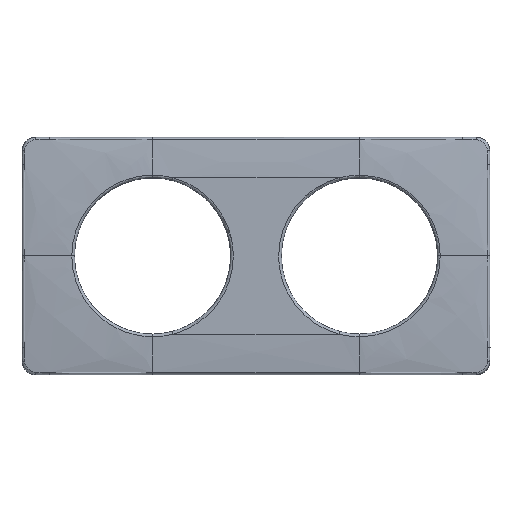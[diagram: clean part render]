
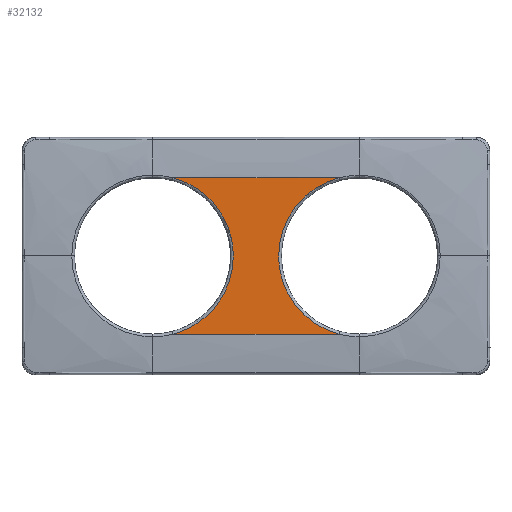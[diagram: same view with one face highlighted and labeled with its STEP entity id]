
A CAD part, top view. The second image highlights one B-rep face of the part: STEP entity #32132.
In plain terms, the highlighted planar face has unit normal (0, 0, -1).
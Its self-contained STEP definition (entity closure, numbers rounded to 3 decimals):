
#32086=AXIS2_PLACEMENT_3D('Plane Axis2P3D',#32083,#32084,#32085) ;
#17608=CARTESIAN_POINT('Vertex',(63.988,26.8,8.7)) ;
#26030=CARTESIAN_POINT('Vertex',(63.988,-26.8,8.7)) ;
#26063=CARTESIAN_POINT('Control Point',(63.988,-26.8,8.7)) ;
#26064=CARTESIAN_POINT('Control Point',(60.464,-25.878,8.7)) ;
#26065=CARTESIAN_POINT('Control Point',(57.092,-24.376,8.7)) ;
#26066=CARTESIAN_POINT('Control Point',(53.999,-22.329,8.7)) ;
#26067=CARTESIAN_POINT('Control Point',(49.916,-18.521,8.7)) ;
#26068=CARTESIAN_POINT('Control Point',(46.917,-13.877,8.7)) ;
#26069=CARTESIAN_POINT('Control Point',(46.074,-12.277,8.7)) ;
#26070=CARTESIAN_POINT('Control Point',(45.011,-9.83,8.7)) ;
#26071=CARTESIAN_POINT('Control Point',(44.248,-7.269,8.7)) ;
#26072=CARTESIAN_POINT('Control Point',(44.027,-6.401,8.7)) ;
#26073=CARTESIAN_POINT('Control Point',(43.651,-4.63,8.7)) ;
#26074=CARTESIAN_POINT('Control Point',(43.418,-2.798,8.7)) ;
#26075=CARTESIAN_POINT('Control Point',(43.339,-1.867,8.7)) ;
#26076=CARTESIAN_POINT('Control Point',(43.3,-0.933,8.7)) ;
#26077=CARTESIAN_POINT('Control Point',(43.3,0.,8.7)) ;
#26078=CARTESIAN_POINT('Vertex',(43.3,0.,8.7)) ;
#26082=CARTESIAN_POINT('Control Point',(43.3,0.,8.7)) ;
#26083=CARTESIAN_POINT('Control Point',(43.3,7.284,8.7)) ;
#26084=CARTESIAN_POINT('Control Point',(45.69,14.569,8.7)) ;
#26085=CARTESIAN_POINT('Control Point',(50.494,20.796,8.7)) ;
#26086=CARTESIAN_POINT('Control Point',(56.941,24.956,8.7)) ;
#26087=CARTESIAN_POINT('Control Point',(63.988,26.8,8.7)) ;
#26114=CARTESIAN_POINT('Line Origine',(27.993,26.8,8.7)) ;
#26118=CARTESIAN_POINT('Vertex',(7.012,26.8,8.7)) ;
#32066=CARTESIAN_POINT('Vertex',(7.012,-26.8,8.7)) ;
#32069=CARTESIAN_POINT('Line Origine',(27.993,-26.8,8.7)) ;
#32083=CARTESIAN_POINT('Axis2P3D Location',(71.,26.8,8.7)) ;
#32089=CARTESIAN_POINT('Control Point',(27.7,0.,8.7)) ;
#32090=CARTESIAN_POINT('Control Point',(27.7,-2.187,8.7)) ;
#32091=CARTESIAN_POINT('Control Point',(27.484,-4.374,8.7)) ;
#32092=CARTESIAN_POINT('Control Point',(27.052,-6.533,8.7)) ;
#32093=CARTESIAN_POINT('Control Point',(25.77,-10.732,8.7)) ;
#32094=CARTESIAN_POINT('Control Point',(23.693,-14.599,8.7)) ;
#32095=CARTESIAN_POINT('Control Point',(22.469,-16.421,8.7)) ;
#32096=CARTESIAN_POINT('Control Point',(19.674,-19.806,8.7)) ;
#32097=CARTESIAN_POINT('Control Point',(16.271,-22.579,8.7)) ;
#32098=CARTESIAN_POINT('Control Point',(14.436,-23.795,8.7)) ;
#32099=CARTESIAN_POINT('Control Point',(11.844,-25.164,8.7)) ;
#32100=CARTESIAN_POINT('Control Point',(9.108,-26.177,8.7)) ;
#32101=CARTESIAN_POINT('Control Point',(8.416,-26.408,8.7)) ;
#32102=CARTESIAN_POINT('Control Point',(7.717,-26.615,8.7)) ;
#32103=CARTESIAN_POINT('Control Point',(7.012,-26.8,8.7)) ;
#32104=CARTESIAN_POINT('Vertex',(27.7,0.,8.7)) ;
#32108=CARTESIAN_POINT('Control Point',(7.012,26.8,8.7)) ;
#32109=CARTESIAN_POINT('Control Point',(9.128,26.246,8.7)) ;
#32110=CARTESIAN_POINT('Control Point',(11.189,25.484,8.7)) ;
#32111=CARTESIAN_POINT('Control Point',(13.168,24.519,8.7)) ;
#32112=CARTESIAN_POINT('Control Point',(16.905,22.216,8.7)) ;
#32113=CARTESIAN_POINT('Control Point',(20.12,19.228,8.7)) ;
#32114=CARTESIAN_POINT('Control Point',(21.573,17.582,8.7)) ;
#32115=CARTESIAN_POINT('Control Point',(24.139,14.021,8.7)) ;
#32116=CARTESIAN_POINT('Control Point',(25.961,10.027,8.7)) ;
#32117=CARTESIAN_POINT('Control Point',(26.673,7.943,8.7)) ;
#32118=CARTESIAN_POINT('Control Point',(27.341,5.09,8.7)) ;
#32119=CARTESIAN_POINT('Control Point',(27.628,2.186,8.7)) ;
#32120=CARTESIAN_POINT('Control Point',(27.676,1.458,8.7)) ;
#32121=CARTESIAN_POINT('Control Point',(27.7,0.729,8.7)) ;
#32122=CARTESIAN_POINT('Control Point',(27.7,0.,8.7)) ;
#26115=DIRECTION('Vector Direction',(-1.,0.,0.)) ;
#32070=DIRECTION('Vector Direction',(-1.,0.,0.)) ;
#32084=DIRECTION('Axis2P3D Direction',(-0.,-0.,-1.)) ;
#32085=DIRECTION('Axis2P3D XDirection',(0.,-1.,0.)) ;
#26116=VECTOR('Line Direction',#26115,1.) ;
#32071=VECTOR('Line Direction',#32070,1.) ;
#32125=ORIENTED_EDGE('',*,*,#26120,.F.) ;
#32126=ORIENTED_EDGE('',*,*,#26088,.T.) ;
#32127=ORIENTED_EDGE('',*,*,#26080,.T.) ;
#32128=ORIENTED_EDGE('',*,*,#32073,.T.) ;
#32129=ORIENTED_EDGE('',*,*,#32106,.F.) ;
#32130=ORIENTED_EDGE('',*,*,#32123,.F.) ;
#32132=ADVANCED_FACE('Surface.1',(#32131),#32087,.T.) ;
#26062=B_SPLINE_CURVE_WITH_KNOTS('',5,(#26063,#26064,#26065,#26066,#26067,#26068,#26069,#26070,#26071,#26072,#26073,#26074,#26075,#26076,#26077),.UNSPECIFIED.,.F.,.U.,(6,3,3,3,6),(0.,25.754,38.954,45.554,52.154),.UNSPECIFIED.) ;
#26081=B_SPLINE_CURVE_WITH_KNOTS('',5,(#26082,#26083,#26084,#26085,#26086,#26087),.UNSPECIFIED.,.F.,.U.,(6,6),(0.,51.504),.UNSPECIFIED.) ;
#32088=B_SPLINE_CURVE_WITH_KNOTS('',5,(#32089,#32090,#32091,#32092,#32093,#32094,#32095,#32096,#32097,#32098,#32099,#32100,#32101,#32102,#32103),.UNSPECIFIED.,.F.,.U.,(6,3,3,3,6),(0.,15.466,30.888,46.355,51.509),.UNSPECIFIED.) ;
#32107=B_SPLINE_CURVE_WITH_KNOTS('',5,(#32108,#32109,#32110,#32111,#32112,#32113,#32114,#32115,#32116,#32117,#32118,#32119,#32120,#32121,#32122),.UNSPECIFIED.,.F.,.U.,(6,3,3,3,6),(0.,15.465,30.888,46.355,51.509),.UNSPECIFIED.) ;
#26080=EDGE_CURVE('',#26079,#26031,#26062,.F.) ;
#26088=EDGE_CURVE('',#17609,#26079,#26081,.F.) ;
#26120=EDGE_CURVE('',#17609,#26119,#26117,.T.) ;
#32073=EDGE_CURVE('',#26031,#32067,#32072,.T.) ;
#32106=EDGE_CURVE('',#32105,#32067,#32088,.T.) ;
#32123=EDGE_CURVE('',#26119,#32105,#32107,.T.) ;
#32124=EDGE_LOOP('',(#32125,#32126,#32127,#32128,#32129,#32130)) ;
#32131=FACE_OUTER_BOUND('',#32124,.T.) ;
#26117=LINE('Line',#26114,#26116) ;
#32072=LINE('Line',#32069,#32071) ;
#32087=PLANE('',#32086) ;
#17609=VERTEX_POINT('',#17608) ;
#26031=VERTEX_POINT('',#26030) ;
#26079=VERTEX_POINT('',#26078) ;
#26119=VERTEX_POINT('',#26118) ;
#32067=VERTEX_POINT('',#32066) ;
#32105=VERTEX_POINT('',#32104) ;
